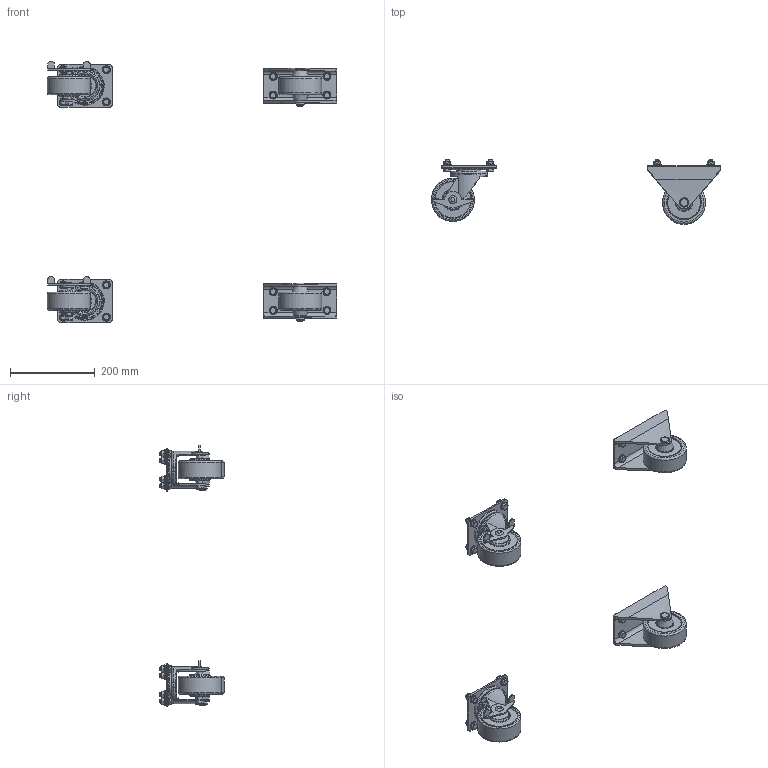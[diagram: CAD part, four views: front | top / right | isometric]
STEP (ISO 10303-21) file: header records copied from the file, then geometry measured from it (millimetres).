
FILE_DESCRIPTION (( 'STEP AP203' ), '1' );
FILE_NAME ('SCE-CAKR4.step', '2021-02-09T22:09:23', ( 'ADC123' ), ( 'Microsoft' ), 'SwSTEP 2.0', 'SolidWorks 2019', '' );
FILE_SCHEMA (( 'CONFIG_CONTROL_DESIGN' ));
Length unit declared in the file: inch
Products named in the file (1): SCE-CAKR4
Bounding box: 682.51 x 151.76 x 617.05 mm (x, y, z)
Volume: 2050601.7 mm3; surface area: 431979.2 mm2
Topology: 38 solids, 38 shells, 1852 faces, 4620 edges, 2736 vertices
Faces by surface type: bspline 946, plane 476, cylinder 370, cone 58, torus 2
Full cylindrical faces by diameter (mm): 1.016 x2, 9.322 x16, 9.474 x16, 9.516 x2, 10.583 x4, 10.698 x2, 12.7 x16, 13.252 x2, 15.461 x2, 22.087 x4, 31.97 x2, 39.757 x4, 50.8 x4, 56.881 x2, 79.513 x4, 83.82 x2, 101.6 x4
Entity records: 108551 total; most frequent: CARTESIAN_POINT 76891, ORIENTED_EDGE 7736, DIRECTION 4096, EDGE_CURVE 3868, VERTEX_POINT 2456, EDGE_LOOP 2288, FACE_OUTER_BOUND 2062, B_SPLINE_CURVE_WITH_KNOTS 2002
